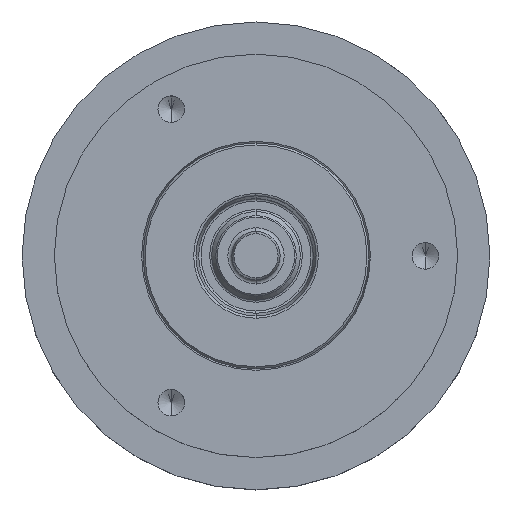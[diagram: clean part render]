
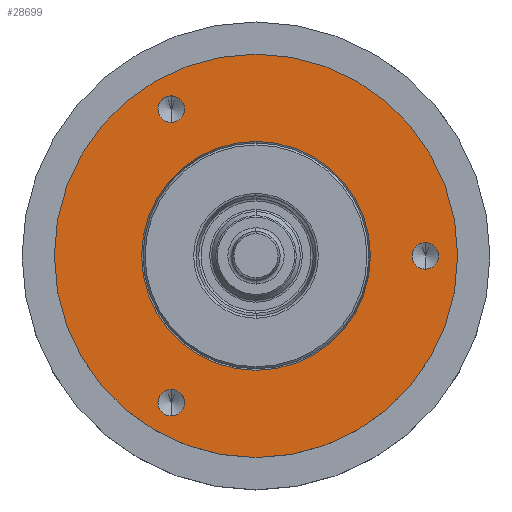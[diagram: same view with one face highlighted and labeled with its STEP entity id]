
A CAD part, top view. The second image highlights one B-rep face of the part: STEP entity #28699.
In plain terms, the highlighted planar face has unit normal (0, 0, 1).
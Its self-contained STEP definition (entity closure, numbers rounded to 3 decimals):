
#4128=CARTESIAN_POINT('',(0.,0.,27.));
#4129=DIRECTION('',(0.,0.,-1.));
#4130=DIRECTION('',(0.,1.,0.));
#4131=AXIS2_PLACEMENT_3D('',#4128,#4129,#4130);
#4133=CARTESIAN_POINT('',(0.,0.,27.));
#4134=DIRECTION('',(0.,0.,-1.));
#4135=DIRECTION('',(0.,-1.,0.));
#4136=AXIS2_PLACEMENT_3D('',#4133,#4134,#4135);
#4138=CARTESIAN_POINT('',(21.,0.,27.));
#4139=DIRECTION('',(0.,0.,1.));
#4140=DIRECTION('',(0.,-1.,0.));
#4141=AXIS2_PLACEMENT_3D('',#4138,#4139,#4140);
#4143=CARTESIAN_POINT('',(21.,0.,27.));
#4144=DIRECTION('',(0.,0.,1.));
#4145=DIRECTION('',(0.,1.,0.));
#4146=AXIS2_PLACEMENT_3D('',#4143,#4144,#4145);
#4148=CARTESIAN_POINT('',(-10.5,-18.187,27.));
#4149=DIRECTION('',(0.,0.,1.));
#4150=DIRECTION('',(0.,-1.,0.));
#4151=AXIS2_PLACEMENT_3D('',#4148,#4149,#4150);
#4153=CARTESIAN_POINT('',(-10.5,-18.187,27.));
#4154=DIRECTION('',(0.,0.,1.));
#4155=DIRECTION('',(0.,1.,0.));
#4156=AXIS2_PLACEMENT_3D('',#4153,#4154,#4155);
#4158=CARTESIAN_POINT('',(-10.5,18.187,27.));
#4159=DIRECTION('',(0.,0.,1.));
#4160=DIRECTION('',(0.,-1.,0.));
#4161=AXIS2_PLACEMENT_3D('',#4158,#4159,#4160);
#4163=CARTESIAN_POINT('',(-10.5,18.187,27.));
#4164=DIRECTION('',(0.,0.,1.));
#4165=DIRECTION('',(0.,1.,0.));
#4166=AXIS2_PLACEMENT_3D('',#4163,#4164,#4165);
#4173=CARTESIAN_POINT('',(0.,0.,27.));
#4174=DIRECTION('',(0.,0.,-1.));
#4175=DIRECTION('',(-1.,0.,0.));
#4176=AXIS2_PLACEMENT_3D('',#4173,#4174,#4175);
#4191=CARTESIAN_POINT('',(0.,0.,27.));
#4192=DIRECTION('',(0.,0.,-1.));
#4193=DIRECTION('',(1.,0.,0.));
#4194=AXIS2_PLACEMENT_3D('',#4191,#4192,#4193);
#22691=CARTESIAN_POINT('',(0.,25.,27.));
#22692=CARTESIAN_POINT('',(0.,-25.,27.));
#22693=VERTEX_POINT('',#22691);
#22694=VERTEX_POINT('',#22692);
#22897=CARTESIAN_POINT('',(14.188,0.,27.));
#22898=CARTESIAN_POINT('',(-14.188,0.,27.));
#22899=VERTEX_POINT('',#22897);
#22900=VERTEX_POINT('',#22898);
#23098=CARTESIAN_POINT('',(21.,-1.65,27.));
#23099=CARTESIAN_POINT('',(21.,1.65,27.));
#23100=VERTEX_POINT('',#23098);
#23101=VERTEX_POINT('',#23099);
#23108=CARTESIAN_POINT('',(-10.5,-19.837,27.));
#23109=CARTESIAN_POINT('',(-10.5,-16.537,27.));
#23110=VERTEX_POINT('',#23108);
#23111=VERTEX_POINT('',#23109);
#23118=CARTESIAN_POINT('',(-10.5,16.537,27.));
#23119=CARTESIAN_POINT('',(-10.5,19.837,27.));
#23120=VERTEX_POINT('',#23118);
#23121=VERTEX_POINT('',#23119);
#28665=CARTESIAN_POINT('',(0.,0.,27.));
#28666=DIRECTION('',(0.,0.,1.));
#28667=DIRECTION('',(1.,0.,0.));
#28668=AXIS2_PLACEMENT_3D('',#28665,#28666,#28667);
#28669=PLANE('',#28668);
#28671=ORIENTED_EDGE('',*,*,#28670,.T.);
#28672=ORIENTED_EDGE('',*,*,#28655,.T.);
#28673=EDGE_LOOP('',(#28671,#28672));
#28674=FACE_OUTER_BOUND('',#28673,.F.);
#28676=ORIENTED_EDGE('',*,*,#28675,.F.);
#28678=ORIENTED_EDGE('',*,*,#28677,.F.);
#28679=EDGE_LOOP('',(#28676,#28678));
#28680=FACE_BOUND('',#28679,.F.);
#28682=ORIENTED_EDGE('',*,*,#28681,.T.);
#28684=ORIENTED_EDGE('',*,*,#28683,.T.);
#28685=EDGE_LOOP('',(#28682,#28684));
#28686=FACE_BOUND('',#28685,.F.);
#28688=ORIENTED_EDGE('',*,*,#28687,.T.);
#28690=ORIENTED_EDGE('',*,*,#28689,.T.);
#28691=EDGE_LOOP('',(#28688,#28690));
#28692=FACE_BOUND('',#28691,.F.);
#28694=ORIENTED_EDGE('',*,*,#28693,.T.);
#28696=ORIENTED_EDGE('',*,*,#28695,.T.);
#28697=EDGE_LOOP('',(#28694,#28696));
#28698=FACE_BOUND('',#28697,.F.);
#4132=CIRCLE('',#4131,25.);
#4137=CIRCLE('',#4136,25.);
#4142=CIRCLE('',#4141,1.65);
#4147=CIRCLE('',#4146,1.65);
#4152=CIRCLE('',#4151,1.65);
#4157=CIRCLE('',#4156,1.65);
#4162=CIRCLE('',#4161,1.65);
#4167=CIRCLE('',#4166,1.65);
#4177=CIRCLE('',#4176,14.188);
#4195=CIRCLE('',#4194,14.188);
#28655=EDGE_CURVE('',#22694,#22693,#4137,.T.);
#28670=EDGE_CURVE('',#22693,#22694,#4132,.T.);
#28675=EDGE_CURVE('',#22900,#22899,#4177,.T.);
#28677=EDGE_CURVE('',#22899,#22900,#4195,.T.);
#28681=EDGE_CURVE('',#23100,#23101,#4142,.T.);
#28683=EDGE_CURVE('',#23101,#23100,#4147,.T.);
#28687=EDGE_CURVE('',#23110,#23111,#4152,.T.);
#28689=EDGE_CURVE('',#23111,#23110,#4157,.T.);
#28693=EDGE_CURVE('',#23120,#23121,#4162,.T.);
#28695=EDGE_CURVE('',#23121,#23120,#4167,.T.);
#28699=ADVANCED_FACE('',(#28674,#28680,#28686,#28692,#28698),#28669,.T.);
